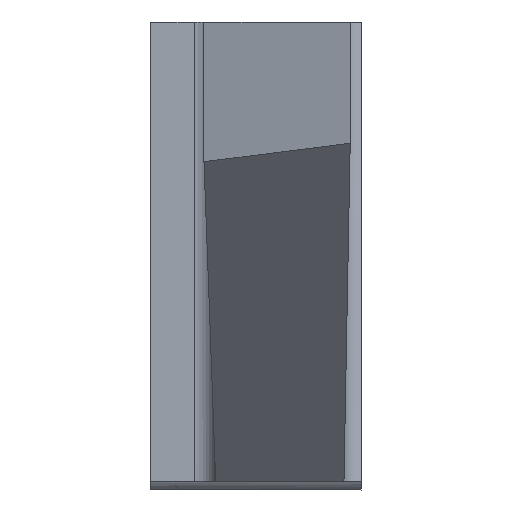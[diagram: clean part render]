
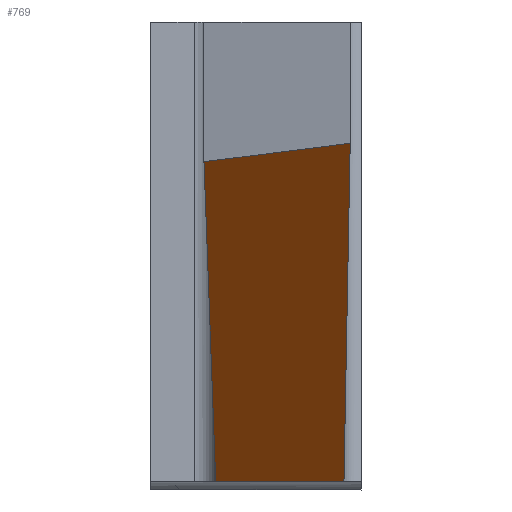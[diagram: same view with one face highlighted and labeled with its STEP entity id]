
A CAD part, front view. The second image highlights one B-rep face of the part: STEP entity #769.
In plain terms, the highlighted planar face has unit normal (0, -0.427, -0.904).
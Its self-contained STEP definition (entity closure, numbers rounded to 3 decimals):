
#565=CARTESIAN_POINT('',(3.303,-5.452,-6.85));
#566=VERTEX_POINT('',#565);
#670=CARTESIAN_POINT('',(1.112,-5.452,-6.85));
#671=VERTEX_POINT('',#670);
#682=CARTESIAN_POINT('',(3.303,-5.452,-6.85));
#683=DIRECTION('',(-1.,0.,0.));
#684=VECTOR('',#683,2.192);
#685=LINE('',#682,#684);
#686=EDGE_CURVE('',#566,#671,#685,.T.);
#707=CARTESIAN_POINT('',(2.655,-12.037,-3.737));
#708=DIRECTION('',(0.,0.427,0.904));
#709=DIRECTION('',(0.,-0.386,0.183));
#710=AXIS2_PLACEMENT_3D('',#707,#708,#709);
#711=PLANE('',#710);
#712=CARTESIAN_POINT('',(3.303,-5.452,-6.85));
#713=DIRECTION('',(0.008,-0.904,0.427));
#714=VECTOR('',#713,13.52);
#715=LINE('',#712,#714);
#716=CARTESIAN_POINT('',(3.41,-17.675,-1.072));
#717=VERTEX_POINT('',#716);
#718=EDGE_CURVE('',#566,#717,#715,.T.);
#719=ORIENTED_EDGE('Edge 275',*,*,#718,.T.);
#728=ORIENTED_EDGE('Edge 280',*,*,#686,.F.);
#737=CARTESIAN_POINT('',(0.91,-17.005,-1.389));
#738=DIRECTION('',(0.016,0.904,-0.427));
#739=VECTOR('',#738,12.78);
#740=LINE('',#737,#739);
#741=CARTESIAN_POINT('',(0.91,-17.005,-1.389));
#742=VERTEX_POINT('',#741);
#743=EDGE_CURVE('',#742,#671,#740,.T.);
#744=ORIENTED_EDGE('Edge 1027',*,*,#743,.T.);
#753=CARTESIAN_POINT('',(3.41,-17.675,-1.072));
#754=DIRECTION('',(-0.959,0.257,-0.121));
#755=VECTOR('',#754,2.607);
#756=LINE('',#753,#755);
#757=EDGE_CURVE('',#717,#742,#756,.T.);
#758=ORIENTED_EDGE('Edge 290',*,*,#757,.T.);
#767=EDGE_LOOP('',(#758,#744,#728,#719));
#768=FACE_OUTER_BOUND('Loop 291',#767,.T.);
#769=ADVANCED_FACE('Face 292',(#768),#711,.F.);
